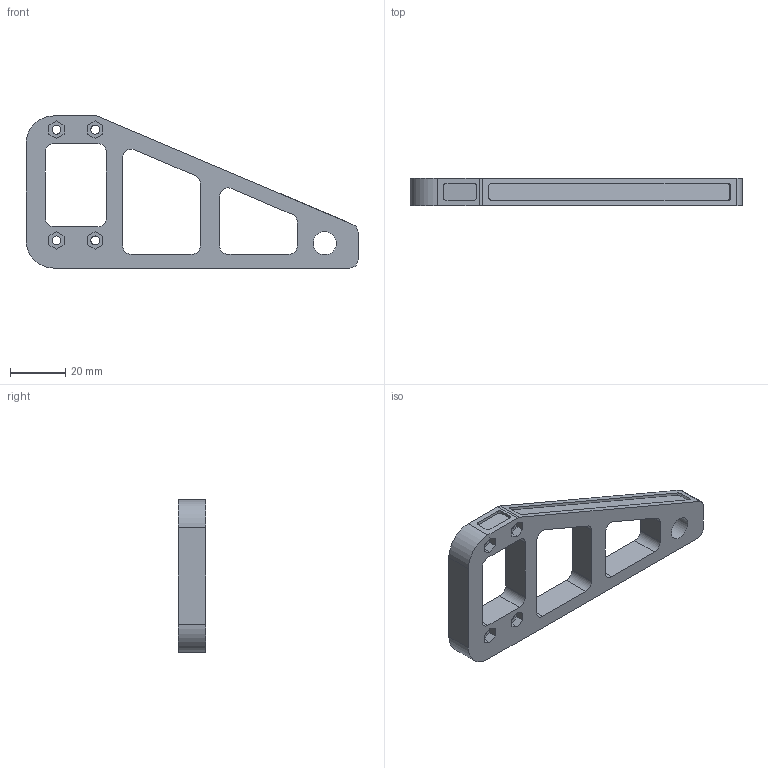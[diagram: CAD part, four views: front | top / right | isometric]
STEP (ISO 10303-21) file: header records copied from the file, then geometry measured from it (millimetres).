
FILE_DESCRIPTION(('FreeCAD Model'),'2;1');
FILE_NAME('Support-Bobine.step', '2015-12-09T23:41:57',('Author'),(''), 'Open CASCADE STEP processor 6.8','FreeCAD','Unknown');
FILE_SCHEMA(('AUTOMOTIVE_DESIGN_CC2 { 1 2 10303 214 -1 1 5 4 }'));
Length unit declared in the file: millimetre
Products named in the file (2): ASSEMBLY; Pocket007
Assembly tree (1 placements, depth 2):
  ASSEMBLY
    Pocket007
Bounding box: 120 x 10 x 55 mm (x, y, z)
Volume: 23698.4 mm3; surface area: 12094.3 mm2
Topology: 1 solids, 1 shells, 87 faces, 237 edges, 158 vertices
Faces by surface type: plane 57, cylinder 30
Full cylindrical faces by diameter (mm): 3.2 x4, 8.4 x1
Entity records: 5927 total; most frequent: CARTESIAN_POINT 1006, DIRECTION 941, LINE 591, VECTOR 591, ORIENTED_EDGE 474, PCURVE 474, DEFINITIONAL_REPRESENTATION 474, EDGE_CURVE 237
